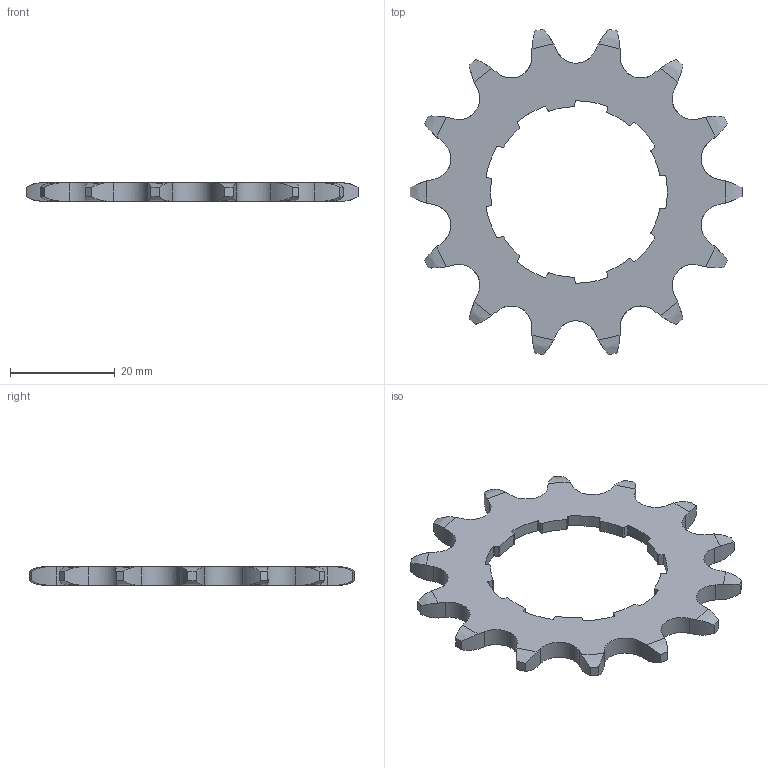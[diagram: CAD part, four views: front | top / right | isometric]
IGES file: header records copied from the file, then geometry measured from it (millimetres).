
Global section: file name: Roller Chain Sprocket11; native system: Autodesk Inventor 2020; preprocessor: unknown; author: Avlin; date: 20200604.114201; units: millimetre
Bounding box: 63.24 x 62.02 x 3.5 mm (x, y, z)
Volume: 4442 mm3; surface area: 4154.5 mm2
Topology: 1 solids, 1 shells, 162 faces, 481 edges, 322 vertices
Faces by surface type: bspline 162
